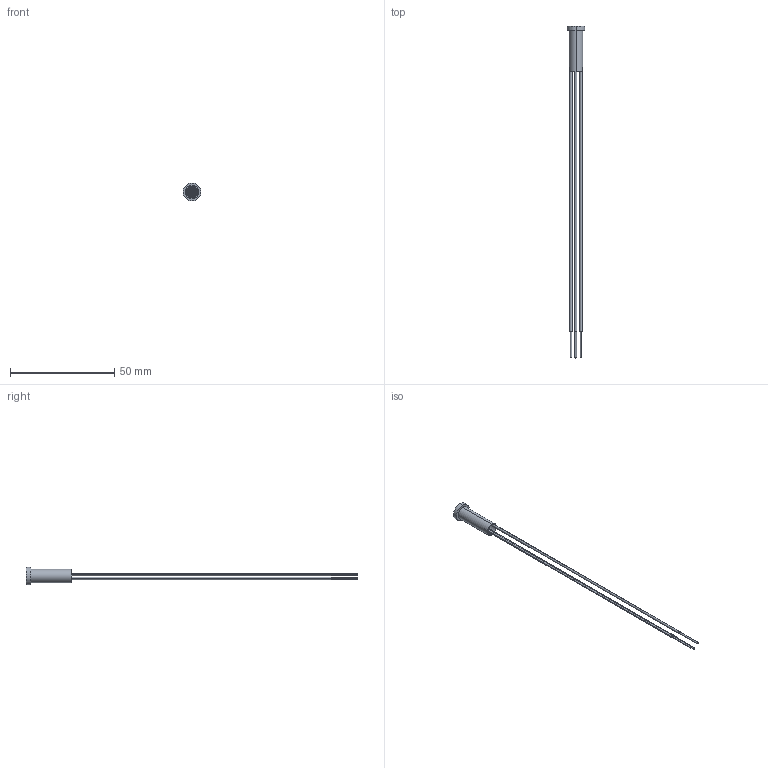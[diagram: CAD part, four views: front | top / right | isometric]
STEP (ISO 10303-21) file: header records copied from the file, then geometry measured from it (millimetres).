
FILE_DESCRIPTION (( 'STEP AP214' ), '1' );
FILE_NAME ('44W_Flush_3leads.STEP', '2019-02-07T17:21:41', ( 'user' ), ( 'Microsoft' ), 'SwSTEP 2.0', 'SolidWorks 2018', '' );
FILE_SCHEMA (( 'AUTOMOTIVE_DESIGN' ));
Length unit declared in the file: foot
Products named in the file (4): WIRE UL1061 PB AWG 24_6"; 44-BLK-LG; LENS 44 FRESNEL 50073_44 Type; 44W_Flush_3leads
Assembly tree (5 placements, depth 2):
  44W_Flush_3leads
    LENS 44 FRESNEL 50073_44 Type
    44-BLK-LG
    WIRE UL1061 PB AWG 24_6"  x3
Bounding box: 8.64 x 159.57 x 8.64 mm (x, y, z)
Volume: 658.8 mm3; surface area: 4080.9 mm2
Topology: 8 solids, 8 shells, 211 faces, 522 edges, 294 vertices
Faces by surface type: plane 91, cylinder 64, bspline 36, cone 18, torus 2
Entity records: 6094 total; most frequent: CARTESIAN_POINT 1501, ORIENTED_EDGE 900, DIRECTION 864, EDGE_CURVE 450, AXIS2_PLACEMENT_3D 289, LINE 286, VECTOR 286, VERTEX_POINT 270
